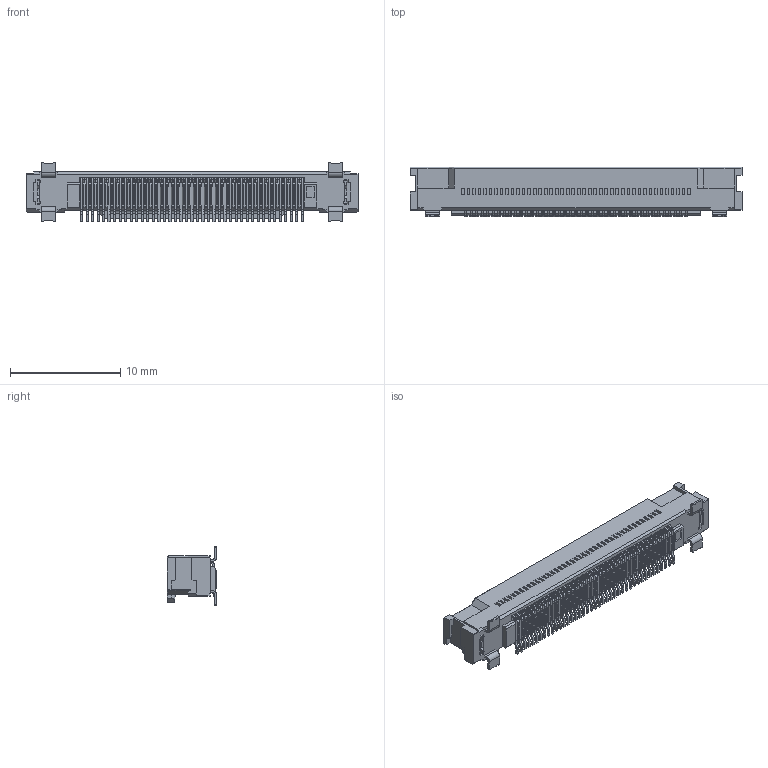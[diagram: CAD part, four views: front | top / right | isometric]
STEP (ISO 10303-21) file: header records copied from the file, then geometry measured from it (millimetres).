
FILE_DESCRIPTION (( 'STEP AP214' ), '1' );
FILE_NAME ('07-00067--A105423-001.STEP', '2020-09-17T11:33:20', ( '' ), ( '' ), 'SwSTEP 2.0', 'SolidWorks 2018', '' );
FILE_SCHEMA (( 'AUTOMOTIVE_DESIGN' ));
Length unit declared in the file: millimetre
Products named in the file (2): 07-00067--A105423-001
Bounding box: 30.1 x 4.5 x 5.35 mm (x, y, z)
Volume: 414.3 mm3; surface area: 789.6 mm2
Topology: 1 solids, 1 shells, 2888 faces, 8192 edges, 5356 vertices
Faces by surface type: plane 2447, cylinder 359, bspline 82
Entity records: 93603 total; most frequent: CARTESIAN_POINT 18579, ORIENTED_EDGE 16384, DIRECTION 14365, EDGE_CURVE 8192, LINE 7301, VECTOR 7301, VERTEX_POINT 5356, AXIS2_PLACEMENT_3D 3532
